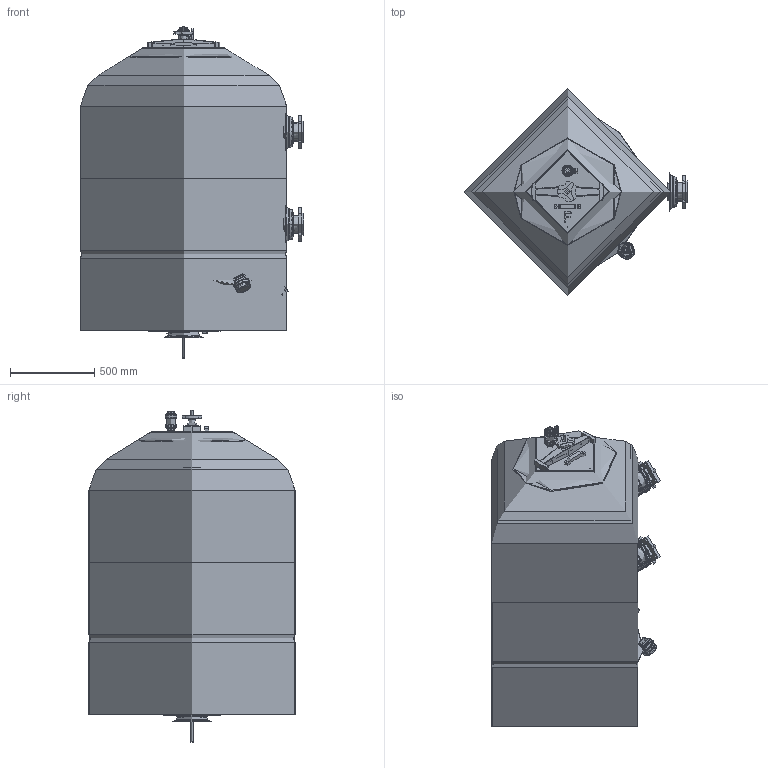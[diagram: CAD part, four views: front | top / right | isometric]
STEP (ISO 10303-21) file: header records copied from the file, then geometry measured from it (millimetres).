
FILE_DESCRIPTION( ( '' ), '1' );
FILE_NAME( '1200-90 VFSCN212090.stp', '2016-09-08T08:44:04', ( 'Fiberpool Internacional' ), ( 'Fiberpool Internacional' ), 'PSStep 14.0', 'SolidEdgeST3', ' ' );
FILE_SCHEMA( ( 'AUTOMOTIVE_DESIGN { 1 0 10303 214 1 1 1 1 }' ) );
Length unit declared in the file: millimetre
Products named in the file (38): Válvula de bola 32-1pols; Assem1; Salida tornillos d-90 p1050-1200-oa3; Base tapa ovalada filtro 2,5 BARS; Desaigua filtre industrial 1pols-oa11; Tapa oval filtro industrial completa 2,5 BARS-oa9; Salida tornillos d-90 p1050-1200-oa1; filtre 1200 fb 120315-oa12; Sortida descarga de arena 63-oa10; Varilla Roscada M-14x165mm Inox 304; TUERCA INFERIOR SUJ_JUNTA TAP_OV; JUNTA TOR.22,00x4,00 NBR-70; TUERCA SUPERIOR SUJ_JUNTA TAP_OV; Base tapa ovalada filtro 2,5 BAR Act-oa6; cos válvula 32-1pols; manguito valvula bola 32-1pols; femella valvula 32-1pols; maneta válvula 32-1pols; Volante filtro-oa7; ; ; Cos sortida plipropilè 63; femella pasant polipropilè 63; ; CUERPO BRIDA DE TORNILLOS D-90 Rev140124; Maneta tapa filtro; Puente; Machon doble rosca 1pols; Brida libre d-90; manguito portabrida d-90; Embellecedor d-90; Tubo Ø90 L= 110mm; bobinat inf d-1200-oa4; bobinat sup d-1200-oa5; embellidor; manguito portabrida d-125 pasante; tapon PVC plano 110; peana1050
Bounding box: 1330 x 1230 x 1975.5 mm (x, y, z)
Volume: 210360689.9 mm3; surface area: 52698049.2 mm2
Topology: 153 solids, 153 shells, 5195 faces, 13067 edges, 8506 vertices
Faces by surface type: plane 2982, cylinder 1489, cone 278, bspline 255, torus 146, sphere 29, offset 10, extrusion 6
Full cylindrical faces by diameter (mm): 6 x45, 8 x8, 10.106 x10, 11.75 x6, 11.835 x5, 13 x8, 14 x5, 14.5 x5, 15.5 x4, 16 x4, 18 x40, 21 x4, 22 x5, 23 x4, 23.5 x8, 24 x9, 25 x15, 26 x16, 29 x5, 29.5 x5, 29.605 x8, 32 x23, 33 x4, 35.5 x11, 36 x3, 37.5 x4, 38 x4, 41.5 x15, 42 x4, 44.5 x15
Entity records: 67322 total; most frequent: CARTESIAN_POINT 39183, DIRECTION 4247, ORIENTED_EDGE 4002, EDGE_CURVE 2001, AXIS2_PLACEMENT_3D 1640, VERTEX_POINT 1383, EDGE_LOOP 1210, FACE_OUTER_BOUND 1045
